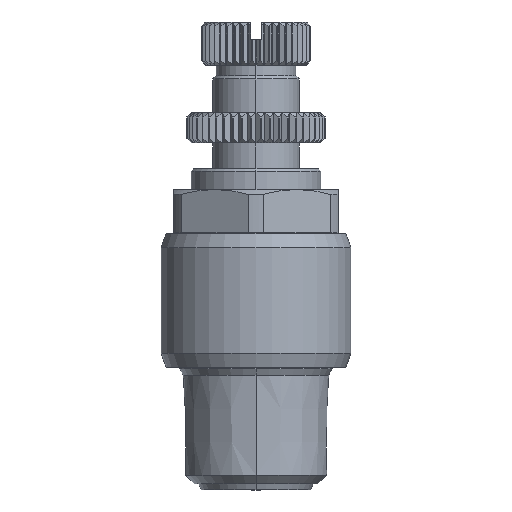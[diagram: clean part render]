
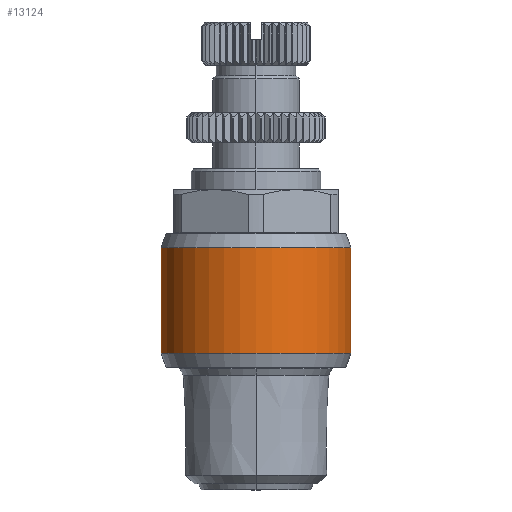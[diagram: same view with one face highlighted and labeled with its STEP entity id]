
A CAD part, left-side view. The second image highlights one B-rep face of the part: STEP entity #13124.
In plain terms, the highlighted cylindrical face has radius 11 mm (diameter 22 mm), a partial arc.
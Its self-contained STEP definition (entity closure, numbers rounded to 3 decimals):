
#760 = CYLINDRICAL_SURFACE ( 'NONE', #26950, 11. ) ;
#966 = VECTOR ( 'NONE', #1430, 1000. ) ;
#1016 = DIRECTION ( 'NONE',  ( 0., -1., 0. ) ) ;
#1430 = DIRECTION ( 'NONE',  ( 0., 0., 1. ) ) ;
#1807 = EDGE_CURVE ( 'NONE', #15359, #26667, #15314, .T. ) ;
#2073 = EDGE_LOOP ( 'NONE', ( #6165, #15162, #13196, #24448 ) ) ;
#3518 = CARTESIAN_POINT ( 'NONE',  ( 6., 0., -7.152 ) ) ;
#3867 = DIRECTION ( 'NONE',  ( 0., 0., -1. ) ) ;
#4141 = VERTEX_POINT ( 'NONE', #21922 ) ;
#5945 = DIRECTION ( 'NONE',  ( 0., 0., 1. ) ) ;
#6165 = ORIENTED_EDGE ( 'NONE', *, *, #18228, .T. ) ;
#6293 = VERTEX_POINT ( 'NONE', #18070 ) ;
#8126 = DIRECTION ( 'NONE',  ( 0., -1., 0. ) ) ;
#8315 = CARTESIAN_POINT ( 'NONE',  ( 6., 0., 5.052 ) ) ;
#9692 = LINE ( 'NONE', #28968, #966 ) ;
#10283 = CARTESIAN_POINT ( 'NONE',  ( 6., 0., -1.05 ) ) ;
#11794 = CARTESIAN_POINT ( 'NONE',  ( 6., 11., -1.05 ) ) ;
#12534 = CIRCLE ( 'NONE', #13239, 11. ) ;
#12627 = DIRECTION ( 'NONE',  ( 0., 0., 1. ) ) ;
#13124 = ADVANCED_FACE ( 'NONE', ( #17831 ), #760, .T. ) ;
#13196 = ORIENTED_EDGE ( 'NONE', *, *, #24566, .T. ) ;
#13239 = AXIS2_PLACEMENT_3D ( 'NONE', #3518, #5945, #14945 ) ;
#14945 = DIRECTION ( 'NONE',  ( 0., -1., 0. ) ) ;
#15131 = CIRCLE ( 'NONE', #15192, 11. ) ;
#15162 = ORIENTED_EDGE ( 'NONE', *, *, #1807, .T. ) ;
#15192 = AXIS2_PLACEMENT_3D ( 'NONE', #8315, #3867, #8126 ) ;
#15314 = LINE ( 'NONE', #11794, #28662 ) ;
#15359 = VERTEX_POINT ( 'NONE', #28458 ) ;
#15522 = EDGE_CURVE ( 'NONE', #6293, #4141, #9692, .T. ) ;
#17831 = FACE_OUTER_BOUND ( 'NONE', #2073, .T. ) ;
#18070 = CARTESIAN_POINT ( 'NONE',  ( 6., -11., -7.152 ) ) ;
#18228 = EDGE_CURVE ( 'NONE', #6293, #15359, #12534, .T. ) ;
#18850 = DIRECTION ( 'NONE',  ( 0., 0., 1. ) ) ;
#20697 = CARTESIAN_POINT ( 'NONE',  ( 6., 11., 5.052 ) ) ;
#21922 = CARTESIAN_POINT ( 'NONE',  ( 6., -11., 5.052 ) ) ;
#24448 = ORIENTED_EDGE ( 'NONE', *, *, #15522, .F. ) ;
#24566 = EDGE_CURVE ( 'NONE', #26667, #4141, #15131, .T. ) ;
#26667 = VERTEX_POINT ( 'NONE', #20697 ) ;
#26950 = AXIS2_PLACEMENT_3D ( 'NONE', #10283, #12627, #1016 ) ;
#28458 = CARTESIAN_POINT ( 'NONE',  ( 6., 11., -7.152 ) ) ;
#28662 = VECTOR ( 'NONE', #18850, 1000. ) ;
#28968 = CARTESIAN_POINT ( 'NONE',  ( 6., -11., -1.05 ) ) ;
